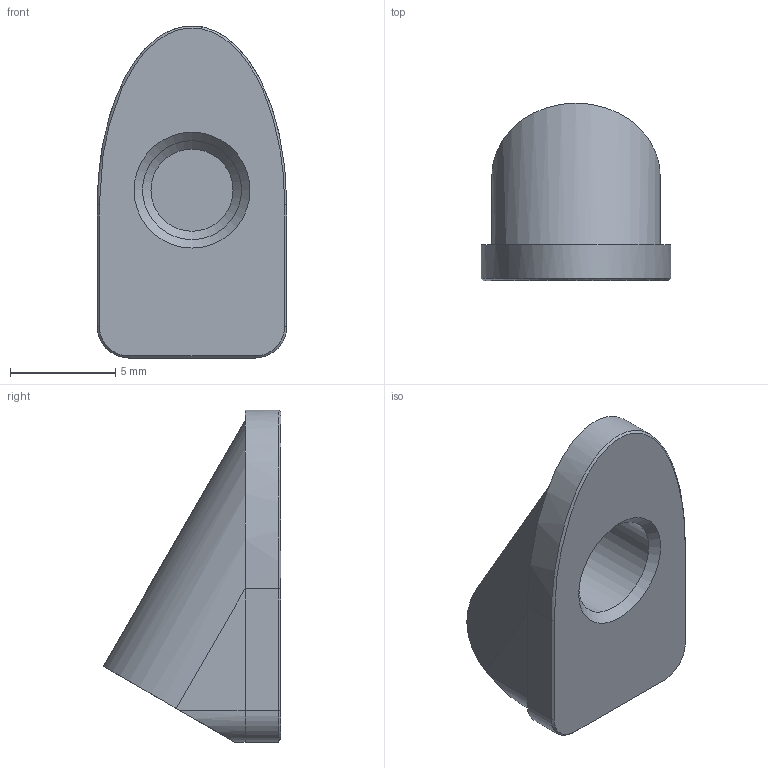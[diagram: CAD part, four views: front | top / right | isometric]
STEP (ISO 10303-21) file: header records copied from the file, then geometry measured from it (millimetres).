
FILE_DESCRIPTION(/* description */ (''),/* implementation_level */ '2;1');
FILE_NAME(/* name */ 'Carriage Front Screw Holder.step',/* time_stamp */ '2023-09-17T05:23:20-06:00',/* author */ (''),/* organization */ (''),/* preprocessor_version */ 'ST-DEVELOPER v20',/* originating_system */ 'Autodesk Translation Framework v12.9.0.99',/* authorisation */ '');
FILE_SCHEMA (('AUTOMOTIVE_DESIGN { 1 0 10303 214 3 1 1 }'));
Length unit declared in the file: millimetre
Products named in the file (1): FusionComponent
Bounding box: 9 x 8.44 x 15.76 mm (x, y, z)
Volume: 439.8 mm3; surface area: 507.6 mm2
Topology: 1 solids, 1 shells, 27 faces, 60 edges, 37 vertices
Faces by surface type: plane 13, cylinder 7, cone 5, bspline 2
Full cylindrical faces by diameter (mm): 2.7 x1, 4.7 x1
Entity records: 1379 total; most frequent: CARTESIAN_POINT 737, DIRECTION 127, ORIENTED_EDGE 120, EDGE_CURVE 60, AXIS2_PLACEMENT_3D 45, LINE 37, VECTOR 37, VERTEX_POINT 37
